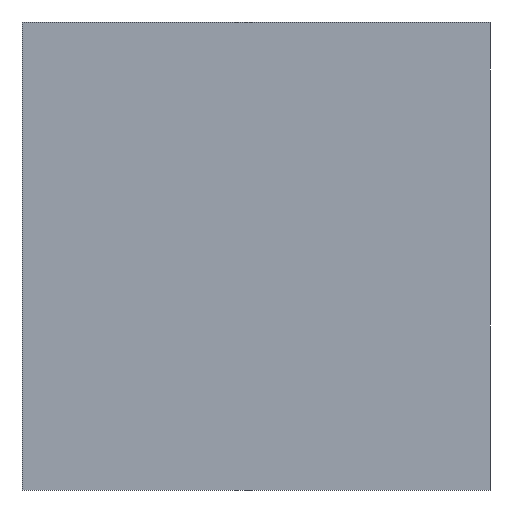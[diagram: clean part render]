
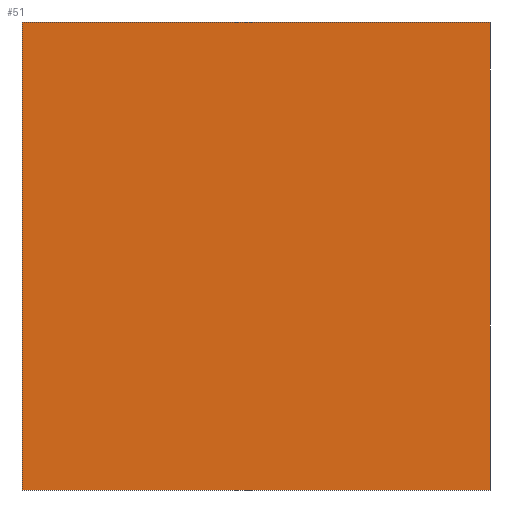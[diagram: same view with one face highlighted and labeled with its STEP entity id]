
A CAD part, front view. The second image highlights one B-rep face of the part: STEP entity #51.
In plain terms, the highlighted planar face has unit normal (0, -1, 0).
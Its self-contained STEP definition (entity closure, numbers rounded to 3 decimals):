
#51=ADVANCED_FACE('NONE',(#641),#642,.T.);
#641=FACE_OUTER_BOUND('',#1767,.T.);
#642=PLANE('',#1768);
#1767=EDGE_LOOP('',(#3246,#3247,#3248,#3249));
#1768=AXIS2_PLACEMENT_3D('',#3250,#3251,#3252);
#3246=ORIENTED_EDGE('',*,*,#7715,.F.);
#3247=ORIENTED_EDGE('',*,*,#7816,.F.);
#3248=ORIENTED_EDGE('',*,*,#7814,.F.);
#3249=ORIENTED_EDGE('',*,*,#7784,.F.);
#3250=CARTESIAN_POINT('',(0.0,0.0,-27.9));
#3251=DIRECTION('',(0.0,-1.0,0.0));
#3252=DIRECTION('',(0.0,0.0,-1.0));
#7715=EDGE_CURVE('NONE',#9466,#9468,#9469,.T.);
#7784=EDGE_CURVE('NONE',#9468,#9592,#9593,.T.);
#7814=EDGE_CURVE('NONE',#9592,#9643,#9644,.T.);
#7816=EDGE_CURVE('NONE',#9643,#9466,#9646,.T.);
#9466=VERTEX_POINT('NONE',#12215);
#9468=VERTEX_POINT('NONE',#12218);
#9469=LINE('',#12219,#12220);
#9592=VERTEX_POINT('NONE',#12384);
#9593=LINE('',#12385,#12386);
#9643=VERTEX_POINT('NONE',#12462);
#9644=LINE('',#12463,#12464);
#9646=LINE('',#12467,#12468);
#12215=CARTESIAN_POINT('',(0.0,0.0,-27.9));
#12218=CARTESIAN_POINT('',(0.0,0.0,0.0));
#12219=CARTESIAN_POINT('',(0.0,0.0,0.0));
#12220=VECTOR('',#15203,1000.0);
#12384=CARTESIAN_POINT('',(27.9,0.0,0.0));
#12385=CARTESIAN_POINT('',(0.0,0.0,0.0));
#12386=VECTOR('',#15326,1000.0);
#12462=CARTESIAN_POINT('',(27.9,0.0,-27.9));
#12463=CARTESIAN_POINT('',(27.9,0.0,0.0));
#12464=VECTOR('',#15362,1000.0);
#12467=CARTESIAN_POINT('',(0.0,0.0,-27.9));
#12468=VECTOR('',#15364,1000.0);
#15203=DIRECTION('',(-0.0,-0.0,1.0));
#15326=DIRECTION('',(1.0,0.0,0.0));
#15362=DIRECTION('',(0.0,0.0,-1.0));
#15364=DIRECTION('',(-1.0,-0.0,-0.0));
